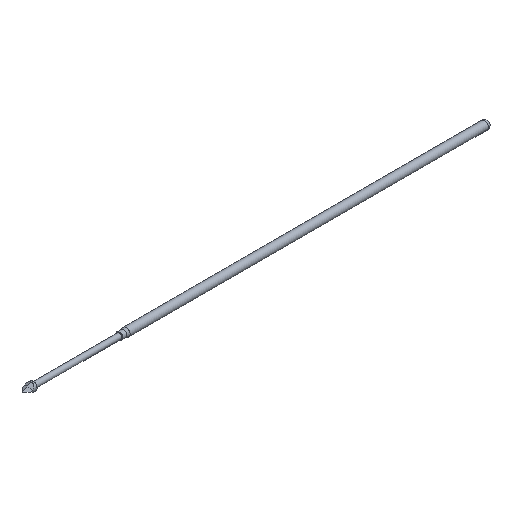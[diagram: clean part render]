
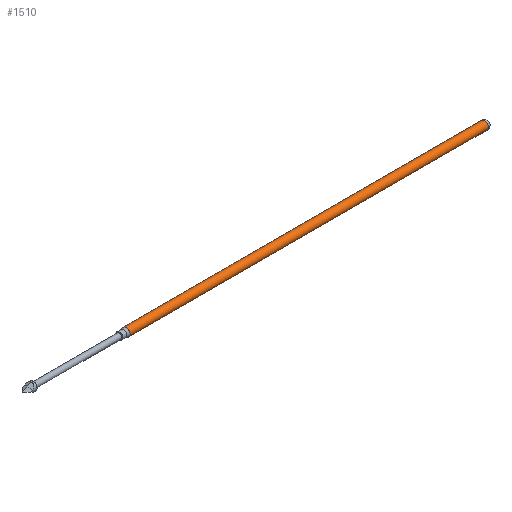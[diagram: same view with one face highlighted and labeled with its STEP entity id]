
A CAD part, isometric view. The second image highlights one B-rep face of the part: STEP entity #1510.
In plain terms, the highlighted cylindrical face has radius 0.309 mm (diameter 0.617 mm), a full revolution.
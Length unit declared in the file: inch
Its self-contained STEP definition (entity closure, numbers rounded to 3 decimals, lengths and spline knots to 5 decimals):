
#59 = CIRCLE ( 'NONE', #1353, 0.01215 ) ;
#191 = CARTESIAN_POINT ( 'NONE',  ( 1.12652, 0., 0.01215 ) ) ;
#231 = AXIS2_PLACEMENT_3D ( 'NONE', #432, #441, #1000 ) ;
#262 = ORIENTED_EDGE ( 'NONE', *, *, #1594, .T. ) ;
#333 = VERTEX_POINT ( 'NONE', #191 ) ;
#388 = CARTESIAN_POINT ( 'NONE',  ( 0.02085, 0., 0.01215 ) ) ;
#432 = CARTESIAN_POINT ( 'NONE',  ( 0., 0., 0. ) ) ;
#441 = DIRECTION ( 'NONE',  ( -1., 0., 0. ) ) ;
#622 = EDGE_CURVE ( 'NONE', #1104, #1104, #1599, .T. ) ;
#795 = FACE_OUTER_BOUND ( 'NONE', #1647, .T. ) ;
#814 = FACE_OUTER_BOUND ( 'NONE', #1581, .T. ) ;
#882 = CARTESIAN_POINT ( 'NONE',  ( 0.02085, 0., 0. ) ) ;
#1000 = DIRECTION ( 'NONE',  ( 0., 0., 1. ) ) ;
#1041 = ORIENTED_EDGE ( 'NONE', *, *, #622, .F. ) ;
#1060 = AXIS2_PLACEMENT_3D ( 'NONE', #882, #1560, #1441 ) ;
#1104 = VERTEX_POINT ( 'NONE', #388 ) ;
#1140 = DIRECTION ( 'NONE',  ( 0., 0., 1. ) ) ;
#1252 = DIRECTION ( 'NONE',  ( -1., 0., 0. ) ) ;
#1278 = CARTESIAN_POINT ( 'NONE',  ( 1.12652, 0., 0. ) ) ;
#1353 = AXIS2_PLACEMENT_3D ( 'NONE', #1278, #1252, #1140 ) ;
#1356 = CYLINDRICAL_SURFACE ( 'NONE', #231, 0.01215 ) ;
#1441 = DIRECTION ( 'NONE',  ( 0., 0., 1. ) ) ;
#1510 = ADVANCED_FACE ( 'NONE', ( #795, #814 ), #1356, .T. ) ;
#1560 = DIRECTION ( 'NONE',  ( -1., 0., 0. ) ) ;
#1581 = EDGE_LOOP ( 'NONE', ( #262 ) ) ;
#1594 = EDGE_CURVE ( 'NONE', #333, #333, #59, .T. ) ;
#1599 = CIRCLE ( 'NONE', #1060, 0.01215 ) ;
#1647 = EDGE_LOOP ( 'NONE', ( #1041 ) ) ;
